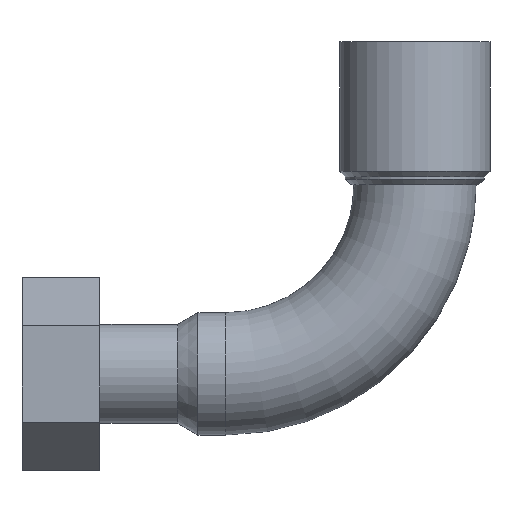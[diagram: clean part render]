
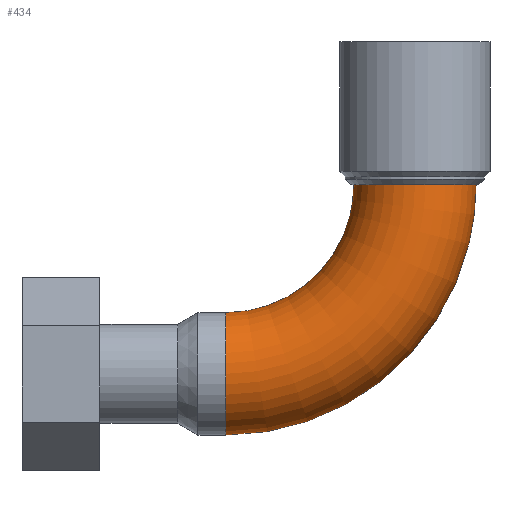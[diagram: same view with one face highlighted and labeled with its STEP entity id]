
A CAD part, front view. The second image highlights one B-rep face of the part: STEP entity #434.
In plain terms, the highlighted toroidal (fillet/blend) face has major radius 34 mm and minor radius 11 mm.
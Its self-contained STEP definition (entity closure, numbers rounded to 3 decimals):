
#88=TOROIDAL_SURFACE('',#582,34.,11.);
#93=ORIENTED_EDGE('',*,*,#183,.F.);
#94=ORIENTED_EDGE('',*,*,#184,.F.);
#183=EDGE_CURVE('',#228,#228,#267,.T.);
#184=EDGE_CURVE('',#229,#229,#268,.T.);
#228=VERTEX_POINT('',#804);
#229=VERTEX_POINT('',#806);
#267=CIRCLE('',#583,11.);
#268=CIRCLE('',#584,11.);
#294=EDGE_LOOP('',(#93));
#295=EDGE_LOOP('',(#94));
#356=FACE_BOUND('',#294,.T.);
#357=FACE_BOUND('',#295,.T.);
#434=ADVANCED_FACE('',(#356,#357),#88,.T.);
#582=AXIS2_PLACEMENT_3D('',#802,#655,#656);
#583=AXIS2_PLACEMENT_3D('',#803,#657,#658);
#584=AXIS2_PLACEMENT_3D('',#805,#659,#660);
#655=DIRECTION('',(0.,-1.,0.));
#656=DIRECTION('',(0.,0.,-1.));
#657=DIRECTION('',(-1.,0.,0.));
#658=DIRECTION('',(0.,0.,1.));
#659=DIRECTION('',(0.,0.,1.));
#660=DIRECTION('',(1.,0.,0.));
#802=CARTESIAN_POINT('',(-34.,0.,8.141));
#803=CARTESIAN_POINT('',(-34.,0.,-25.859));
#804=CARTESIAN_POINT('',(-34.,0.,-14.859));
#805=CARTESIAN_POINT('',(0.,0.,8.141));
#806=CARTESIAN_POINT('',(11.,0.,8.141));
